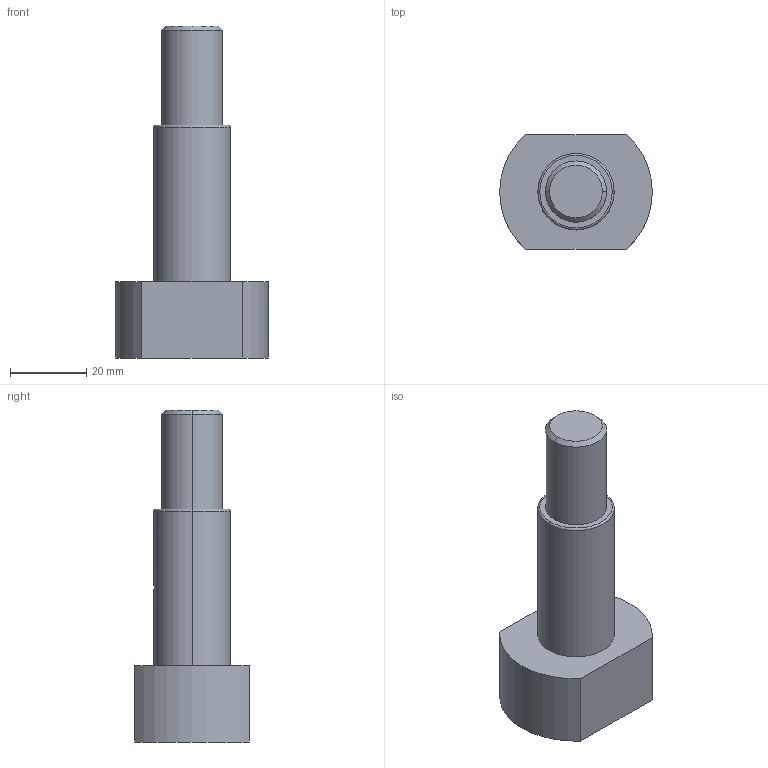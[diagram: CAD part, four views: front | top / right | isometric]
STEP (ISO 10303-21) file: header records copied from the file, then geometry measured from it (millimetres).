
FILE_DESCRIPTION (( 'STEP AP203' ), '1' );
FILE_NAME ('TETE_POULIE_AXE.STEP', '2024-03-18T08:20:51', ( '' ), ( '' ), 'SwSTEP 2.0', 'SolidWorks 2023', '' );
FILE_SCHEMA (( 'CONFIG_CONTROL_DESIGN' ));
Length unit declared in the file: millimetre
Products named in the file (1): TETE_POULIE_AXE
Bounding box: 40 x 30 x 87 mm (x, y, z)
Volume: 39216.4 mm3; surface area: 8827.4 mm2
Topology: 1 solids, 1 shells, 28 faces, 63 edges, 37 vertices
Faces by surface type: cylinder 14, cone 6, plane 6, torus 2
Entity records: 874 total; most frequent: CARTESIAN_POINT 171, DIRECTION 141, ORIENTED_EDGE 122, EDGE_CURVE 61, AXIS2_PLACEMENT_3D 57, VERTEX_POINT 37, EDGE_LOOP 32, CIRCLE 28
